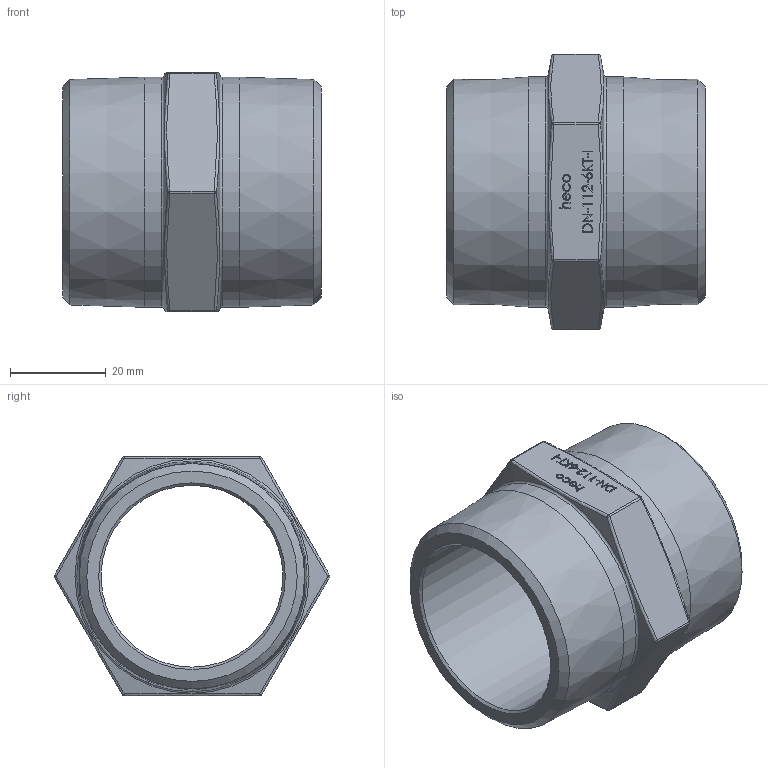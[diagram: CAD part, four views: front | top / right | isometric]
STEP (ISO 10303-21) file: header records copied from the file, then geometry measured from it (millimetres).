
FILE_DESCRIPTION (( 'STEP AP214' ), '1' );
FILE_NAME ('heco DN-112-6KT-I.STEP', '2016-01-08T10:19:53', ( 'test' ), ( '' ), 'SwSTEP 2.0', 'SolidWorks 2011', '' );
FILE_SCHEMA (( 'AUTOMOTIVE_DESIGN' ));
Length unit declared in the file: millimetre
Products named in the file (1): heco DN-112-6KT-I
Bounding box: 54 x 57.58 x 50.1 mm (x, y, z)
Volume: 38985.9 mm3; surface area: 16171.3 mm2
Topology: 1 solids, 1 shells, 213 faces, 539 edges, 344 vertices
Faces by surface type: plane 113, bspline 69, sphere 12, cylinder 9, cone 8, torus 2
Full cylindrical faces by diameter (mm): 38 x1, 48.077 x2
Entity records: 11294 total; most frequent: CARTESIAN_POINT 4993, ORIENTED_EDGE 1024, DIRECTION 714, EDGE_CURVE 512, VERTEX_POINT 334, LINE 324, VECTOR 324, EDGE_LOOP 248
